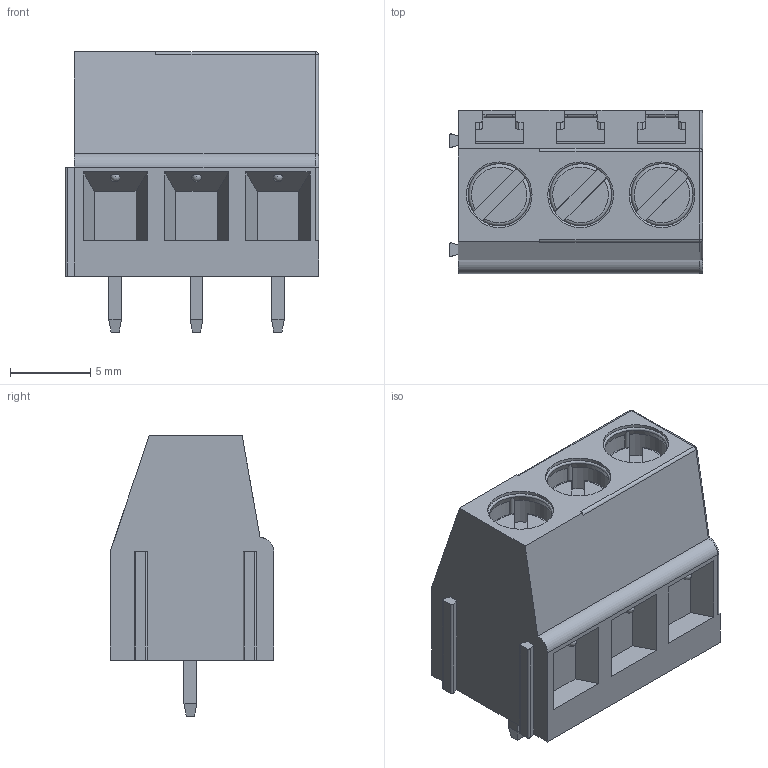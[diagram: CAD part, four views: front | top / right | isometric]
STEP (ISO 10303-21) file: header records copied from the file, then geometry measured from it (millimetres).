
FILE_DESCRIPTION(/* description */ (''),/* implementation_level */ '2;1');
FILE_NAME(/* name */ 'DG128-5.08-03P-14-1000A(H).step',/* time_stamp */ '2023-09-16T17:15:14+03:00',/* author */ (''),/* organization */ (''),/* preprocessor_version */ 'ST-DEVELOPER v20',/* originating_system */ 'Autodesk Translation Framework v12.9.0.99',/* authorisation */ '');
FILE_SCHEMA (('AUTOMOTIVE_DESIGN { 1 0 10303 214 3 1 1 }'));
Length unit declared in the file: millimetre
Products named in the file (1): DG128-5.08-03P-14-1000A(H)
Bounding box: 15.81 x 10.2 x 17.5 mm (x, y, z)
Volume: 1775.1 mm3; surface area: 1199 mm2
Topology: 1 solids, 2 shells, 204 faces, 545 edges, 352 vertices
Faces by surface type: plane 123, cylinder 45, torus 19, cone 6, bspline 6, sphere 5
Full cylindrical faces by diameter (mm): 4.1 x3
Entity records: 7383 total; most frequent: CARTESIAN_POINT 2208, ORIENTED_EDGE 1080, DIRECTION 1011, EDGE_CURVE 540, VERTEX_POINT 352, AXIS2_PLACEMENT_3D 351, LINE 309, VECTOR 309
